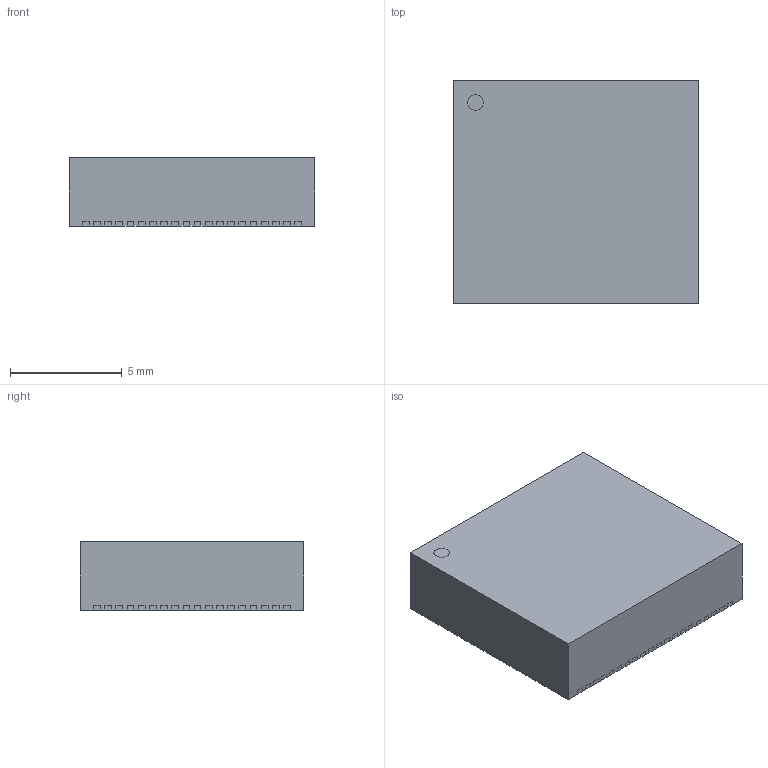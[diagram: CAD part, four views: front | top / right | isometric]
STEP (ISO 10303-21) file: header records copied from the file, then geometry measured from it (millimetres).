
FILE_DESCRIPTION(/* description */ (''),/* implementation_level */ '2;1');
FILE_NAME(/* name */ 'ENPIRION_76-PIN QFN.stp',/* time_stamp */ '2016-06-02T10:45:33+02:00',/* author */ ('riccim'),/* organization */ ('SolidWorks'),/* preprocessor_version */ 'ST-DEVELOPER v15.5',/* originating_system */ 'AutoCAD Mechanical',/* authorisation */ ' ');
FILE_SCHEMA (('AUTOMOTIVE_DESIGN { 1 0 10303 214 3 1 1 }'));
Length unit declared in the file: millimetre
Products named in the file (1): Product
Bounding box: 11 x 10 x 3.05 mm (x, y, z)
Volume: 335.5 mm3; surface area: 457.4 mm2
Topology: 79 solids, 79 shells, 782 faces, 1866 edges, 1244 vertices
Faces by surface type: plane 628, cylinder 154
Full cylindrical faces by diameter (mm): 0.7 x2
Entity records: 22389 total; most frequent: CARTESIAN_POINT 3891, DIRECTION 3738, ORIENTED_EDGE 3728, EDGE_CURVE 1864, LINE 1556, VECTOR 1556, VERTEX_POINT 1244, AXIS2_PLACEMENT_3D 1091
